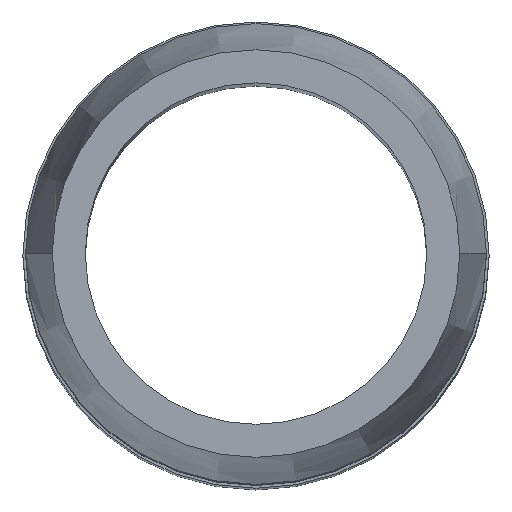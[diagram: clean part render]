
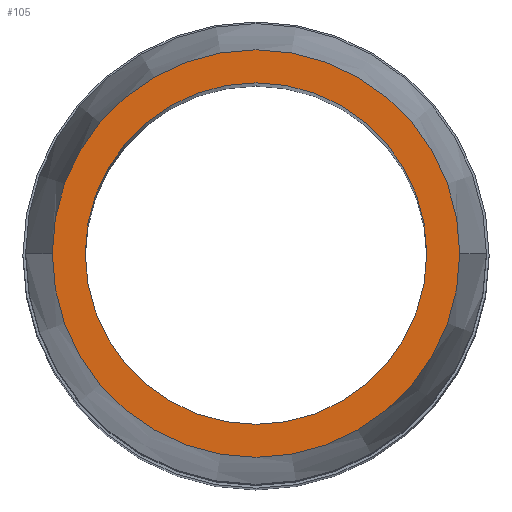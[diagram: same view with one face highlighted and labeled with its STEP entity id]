
A CAD part, top view. The second image highlights one B-rep face of the part: STEP entity #105.
In plain terms, the highlighted planar face has unit normal (0, 0, 1).
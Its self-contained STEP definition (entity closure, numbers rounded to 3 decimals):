
#97 = ORIENTED_EDGE ( 'NONE', *, *, #119, .T. ) ;
#105 = ADVANCED_FACE ( 'NONE', ( #402, #344 ), #343, .F. ) ;
#119 = EDGE_CURVE ( 'NONE', #120, #121, #361, .T. ) ;
#120 = VERTEX_POINT ( 'NONE', #386 ) ;
#121 = VERTEX_POINT ( 'NONE', #385 ) ;
#153 = EDGE_CURVE ( 'NONE', #154, #155, #457, .T. ) ;
#154 = VERTEX_POINT ( 'NONE', #445 ) ;
#155 = VERTEX_POINT ( 'NONE', #427 ) ;
#176 = ORIENTED_EDGE ( 'NONE', *, *, #177, .T. ) ;
#177 = EDGE_CURVE ( 'NONE', #121, #120, #486, .T. ) ;
#188 = EDGE_LOOP ( 'NONE', ( #189, #191 ) ) ;
#189 = ORIENTED_EDGE ( 'NONE', *, *, #190, .T. ) ;
#190 = EDGE_CURVE ( 'NONE', #155, #154, #479, .T. ) ;
#191 = ORIENTED_EDGE ( 'NONE', *, *, #153, .T. ) ;
#192 = EDGE_LOOP ( 'NONE', ( #176, #97 ) ) ;
#341 = CARTESIAN_POINT ( 'NONE',  ( 0., 8.6, 0. ) ) ;
#342 = AXIS2_PLACEMENT_3D ( 'NONE', #341, #393, #392 ) ;
#343 = PLANE ( 'NONE',  #342 ) ;
#344 = FACE_OUTER_BOUND ( 'NONE', #192, .T. ) ;
#359 = DIRECTION ( 'NONE',  ( 0., 0., 1. ) ) ;
#360 = AXIS2_PLACEMENT_3D ( 'NONE', #367, #359, #387 ) ;
#361 = CIRCLE ( 'NONE', #360, 7.518 ) ;
#367 = CARTESIAN_POINT ( 'NONE',  ( 0., 0., 0. ) ) ;
#385 = CARTESIAN_POINT ( 'NONE',  ( -7.518, 0., 0. ) ) ;
#386 = CARTESIAN_POINT ( 'NONE',  ( 7.518, 0., 0. ) ) ;
#387 = DIRECTION ( 'NONE',  ( 1., 0., 0. ) ) ;
#392 = DIRECTION ( 'NONE',  ( -1., 0., 0. ) ) ;
#393 = DIRECTION ( 'NONE',  ( 0., 0., -1. ) ) ;
#402 = FACE_BOUND ( 'NONE', #188, .T. ) ;
#427 = CARTESIAN_POINT ( 'NONE',  ( 0., 6.3, 0. ) ) ;
#445 = CARTESIAN_POINT ( 'NONE',  ( 0., -6.3, 0. ) ) ;
#453 = DIRECTION ( 'NONE',  ( 0., 1., 0. ) ) ;
#454 = DIRECTION ( 'NONE',  ( 0., 0., -1. ) ) ;
#455 = CARTESIAN_POINT ( 'NONE',  ( 0., 0., 0. ) ) ;
#456 = AXIS2_PLACEMENT_3D ( 'NONE', #455, #454, #453 ) ;
#457 = CIRCLE ( 'NONE', #456, 6.3 ) ;
#469 = DIRECTION ( 'NONE',  ( 0., 1., 0. ) ) ;
#470 = DIRECTION ( 'NONE',  ( 0., 0., -1. ) ) ;
#471 = CARTESIAN_POINT ( 'NONE',  ( 0., 0., 0. ) ) ;
#472 = AXIS2_PLACEMENT_3D ( 'NONE', #471, #470, #469 ) ;
#479 = CIRCLE ( 'NONE', #472, 6.3 ) ;
#482 = DIRECTION ( 'NONE',  ( 1., 0., 0. ) ) ;
#483 = DIRECTION ( 'NONE',  ( 0., 0., 1. ) ) ;
#484 = CARTESIAN_POINT ( 'NONE',  ( 0., 0., 0. ) ) ;
#485 = AXIS2_PLACEMENT_3D ( 'NONE', #484, #483, #482 ) ;
#486 = CIRCLE ( 'NONE', #485, 7.518 ) ;
